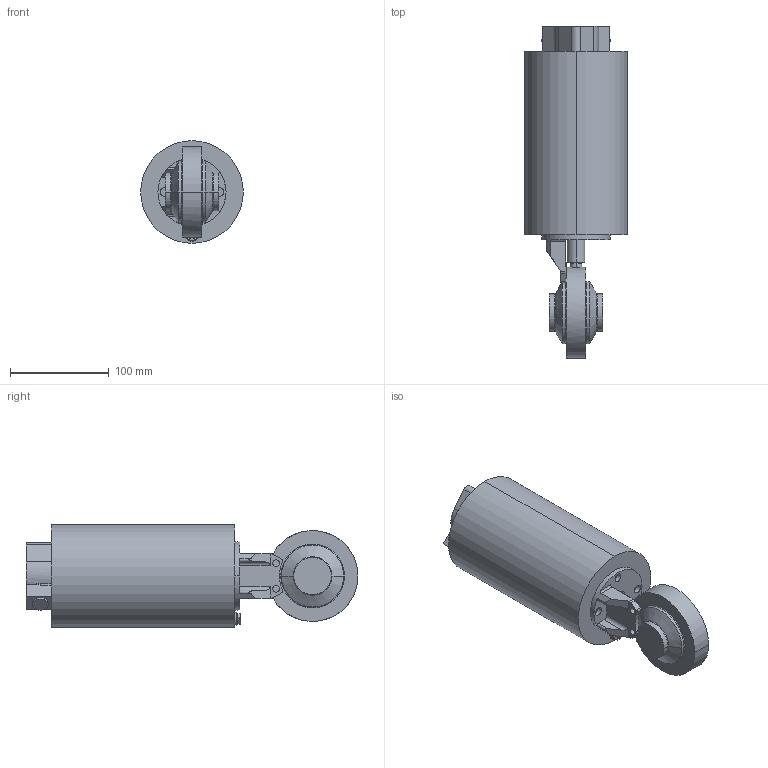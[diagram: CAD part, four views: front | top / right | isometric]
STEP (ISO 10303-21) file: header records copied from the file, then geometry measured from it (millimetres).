
FILE_DESCRIPTION (( 'STEP AP214' ), '1' );
FILE_NAME ('4551038xxx-xxx.STEP', '2013-04-17T08:22:02', ( 'install' ), ( 'Hewlett-Packard Company' ), 'SwSTEP 2.0', 'SolidWorks 2011', '' );
FILE_SCHEMA (( 'AUTOMOTIVE_DESIGN' ));
Length unit declared in the file: millimetre
Products named in the file (2): 4551038-TDMY-+-4551038-TDMY_-; 4551038xxx-xxx
Assembly tree (1 placements, depth 2):
  4551038xxx-xxx
    4551038-TDMY-+-4551038-TDMY_-
Bounding box: 104 x 336.5 x 104 mm (x, y, z)
Volume: 1889337.3 mm3; surface area: 116120.5 mm2
Topology: 1 solids, 3 shells, 192 faces, 520 edges, 329 vertices
Faces by surface type: plane 84, cylinder 73, cone 23, torus 8, sphere 2, bspline 2
Entity records: 6456 total; most frequent: CARTESIAN_POINT 1437, DIRECTION 1086, ORIENTED_EDGE 1040, EDGE_CURVE 520, AXIS2_PLACEMENT_3D 418, VERTEX_POINT 329, LINE 250, VECTOR 250
